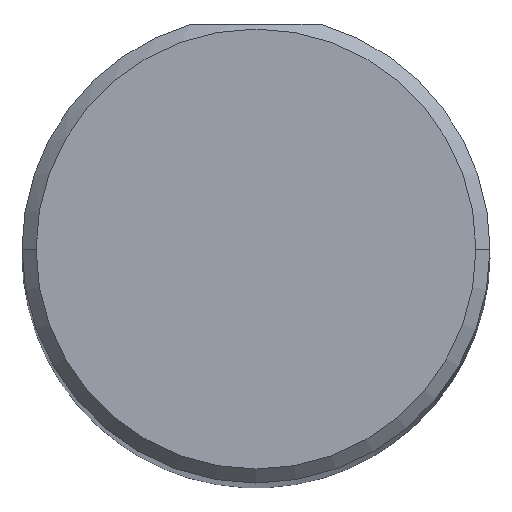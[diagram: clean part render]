
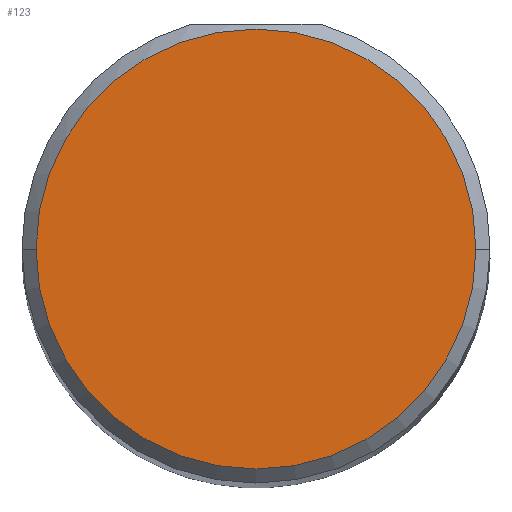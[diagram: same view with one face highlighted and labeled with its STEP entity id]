
A CAD part, top view. The second image highlights one B-rep face of the part: STEP entity #123.
In plain terms, the highlighted planar face has unit normal (0, 0, 1).
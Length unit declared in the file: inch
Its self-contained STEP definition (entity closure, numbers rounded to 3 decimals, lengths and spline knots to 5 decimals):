
#15 = CIRCLE ( 'NONE', #481, 0.235 ) ;
#32 = CIRCLE ( 'NONE', #358, 0.235 ) ;
#111 = CARTESIAN_POINT ( 'NONE',  ( 0., 0., 6. ) ) ;
#112 = VERTEX_POINT ( 'NONE', #217 ) ;
#123 = ADVANCED_FACE ( 'NONE', ( #557 ), #128, .T. ) ;
#128 = PLANE ( 'NONE',  #165 ) ;
#158 = DIRECTION ( 'NONE',  ( 1., 0., 0. ) ) ;
#165 = AXIS2_PLACEMENT_3D ( 'NONE', #301, #264, #473 ) ;
#176 = ORIENTED_EDGE ( 'NONE', *, *, #419, .T. ) ;
#194 = CARTESIAN_POINT ( 'NONE',  ( -0.235, 0., 6. ) ) ;
#206 = DIRECTION ( 'NONE',  ( 0., 0., 1. ) ) ;
#217 = CARTESIAN_POINT ( 'NONE',  ( 0.235, 0., 6. ) ) ;
#264 = DIRECTION ( 'NONE',  ( 0., 0., 1. ) ) ;
#268 = VERTEX_POINT ( 'NONE', #194 ) ;
#301 = CARTESIAN_POINT ( 'NONE',  ( 0., 0., 6. ) ) ;
#322 = EDGE_LOOP ( 'NONE', ( #400, #176 ) ) ;
#348 = EDGE_CURVE ( 'NONE', #268, #112, #15, .T. ) ;
#358 = AXIS2_PLACEMENT_3D ( 'NONE', #111, #407, #158 ) ;
#400 = ORIENTED_EDGE ( 'NONE', *, *, #348, .T. ) ;
#407 = DIRECTION ( 'NONE',  ( 0., 0., 1. ) ) ;
#419 = EDGE_CURVE ( 'NONE', #112, #268, #32, .T. ) ;
#459 = CARTESIAN_POINT ( 'NONE',  ( 0., 0., 6. ) ) ;
#473 = DIRECTION ( 'NONE',  ( 1., 0., 0. ) ) ;
#481 = AXIS2_PLACEMENT_3D ( 'NONE', #459, #206, #543 ) ;
#543 = DIRECTION ( 'NONE',  ( 1., 0., 0. ) ) ;
#557 = FACE_OUTER_BOUND ( 'NONE', #322, .T. ) ;
